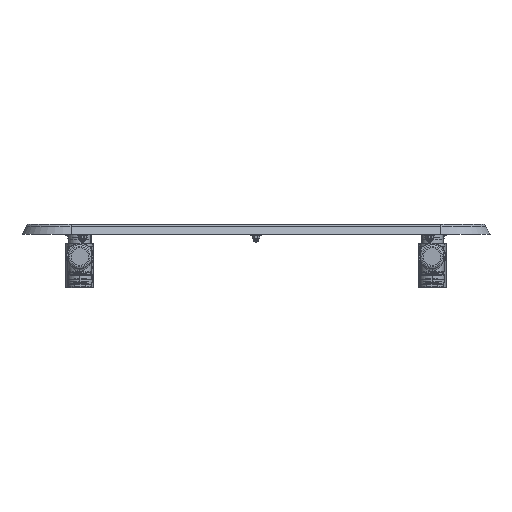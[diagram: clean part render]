
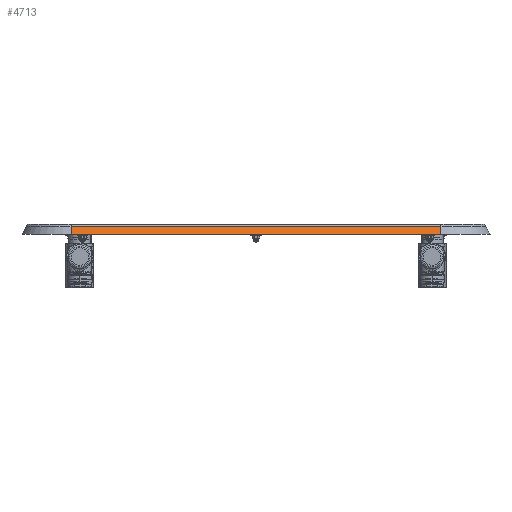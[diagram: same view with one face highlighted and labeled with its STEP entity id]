
A CAD part, front view. The second image highlights one B-rep face of the part: STEP entity #4713.
In plain terms, the highlighted planar face has unit normal (0, -0.895, 0.446).
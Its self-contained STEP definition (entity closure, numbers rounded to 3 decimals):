
#1930=DIRECTION('',(1.,0.,0.));
#1931=VECTOR('',#1930,420.);
#1932=CARTESIAN_POINT('',(-210.,-821.104,-2.215));
#1933=LINE('',#1932,#1931);
#1937=DIRECTION('',(0.,-0.446,-0.895));
#1938=VECTOR('',#1937,10.375);
#1939=CARTESIAN_POINT('',(210.,-821.104,-2.215));
#1940=LINE('',#1939,#1938);
#1944=DIRECTION('',(-1.,0.,0.));
#1945=VECTOR('',#1944,420.);
#1946=CARTESIAN_POINT('',(210.,-825.734,-11.5));
#1947=LINE('',#1946,#1945);
#2023=DIRECTION('',(0.,-0.446,-0.895));
#2024=VECTOR('',#2023,10.375);
#2025=CARTESIAN_POINT('',(-210.,-821.104,-2.215));
#2026=LINE('',#2025,#2024);
#2923=CARTESIAN_POINT('',(210.,-825.734,-11.5));
#2925=VERTEX_POINT('',#2923);
#2937=CARTESIAN_POINT('',(-210.,-825.734,-11.5));
#2938=VERTEX_POINT('',#2937);
#3169=CARTESIAN_POINT('',(-210.,-821.104,-2.215));
#3170=VERTEX_POINT('',#3169);
#3173=CARTESIAN_POINT('',(210.,-821.104,-2.215));
#3174=VERTEX_POINT('',#3173);
#4699=CARTESIAN_POINT('',(-210.,-820.,0.));
#4700=DIRECTION('',(0.,-0.895,0.446));
#4701=DIRECTION('',(-1.,0.,0.));
#4702=AXIS2_PLACEMENT_3D('',#4699,#4700,#4701);
#4703=PLANE('',#4702);
#4705=ORIENTED_EDGE('',*,*,#4704,.T.);
#4707=ORIENTED_EDGE('',*,*,#4706,.T.);
#4708=ORIENTED_EDGE('',*,*,#3610,.T.);
#4710=ORIENTED_EDGE('',*,*,#4709,.F.);
#4711=EDGE_LOOP('',(#4705,#4707,#4708,#4710));
#4712=FACE_OUTER_BOUND('',#4711,.F.);
#3610=EDGE_CURVE('',#2925,#2938,#1947,.T.);
#4704=EDGE_CURVE('',#3170,#3174,#1933,.T.);
#4706=EDGE_CURVE('',#3174,#2925,#1940,.T.);
#4709=EDGE_CURVE('',#3170,#2938,#2026,.T.);
#4713=ADVANCED_FACE('',(#4712),#4703,.T.);
